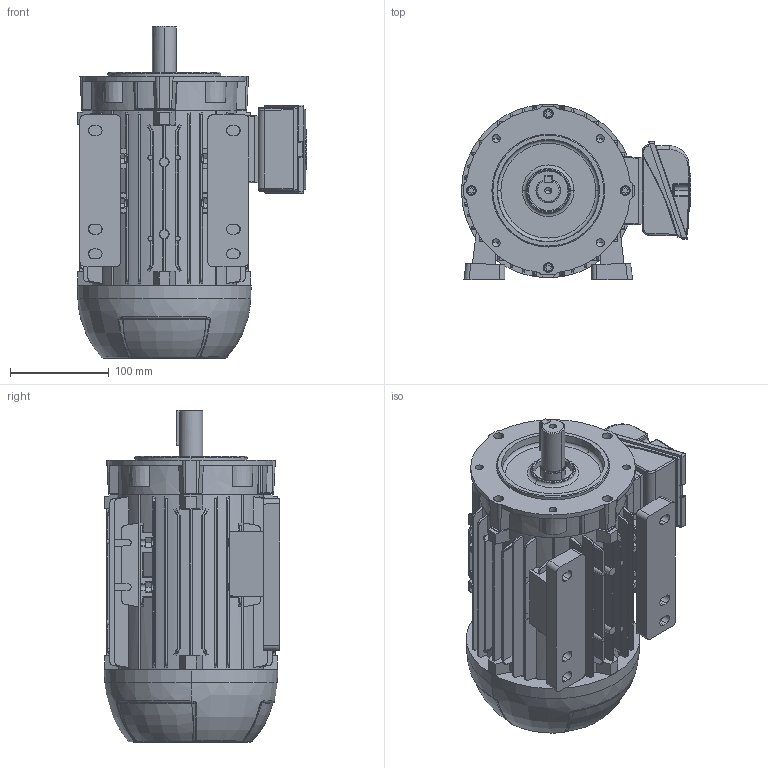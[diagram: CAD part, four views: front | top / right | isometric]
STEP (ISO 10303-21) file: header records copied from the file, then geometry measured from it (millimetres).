
FILE_DESCRIPTION (( 'STEP AP203' ), '1' );
FILE_NAME ('# IEC90 - B3E - L.STEP', '2022-05-26T13:18:11', ( '' ), ( '' ), 'SwSTEP 2.0', 'SolidWorks 2020', '' );
FILE_SCHEMA (( 'CONFIG_CONTROL_DESIGN' ));
Length unit declared in the file: millimetre
Products named in the file (17): IEC90_500014957teste_001_10.5007.074; 505142045_505142045; IEC90_105032001teste_001_10.5032.018-8x7x36; Parafuso Altracs M5_10.5011.286 x 22; 105006086_105006086; 105007077; 105010019-6205 NSK_DIN 625 - 6205 - 12,DE,NC,12_68; 105007074_10.5007.074; 105006084_105006084; 105010010-6204 NSK_SKF - 6204 - 10,DE,NC,10_68; # IEC90 - B3E - L; IEC90_500014958teste_001; TABELA ROTORES IEC90 4P AC180_50.5295.098 - �89,50; LLLLLLLLL_505007970- COM USINAGEM; FC_50.5007.645- FC PADRÇO; 105007080_10.5007.080; Eixo Padrão IEC90 IR3_50.5137.077_IR2
Assembly tree (14 placements, depth 3):
  105007077
  105010019-6205 NSK_DIN 625 - 6205 - 12,DE,NC,12_68
  105007074_10.5007.074
  105010010-6204 NSK_SKF - 6204 - 10,DE,NC,10_68
  # IEC90 - B3E - L
    LLLLLLLLL_505007970- COM USINAGEM
    105006084_105006084
    105006086_105006086
    505142045_505142045
      Eixo Padrão IEC90 IR3_50.5137.077_IR2
    Parafuso Altracs M5_10.5011.286 x 22  x4
    105007080_10.5007.080
    IEC90_105032001teste_001_10.5032.018-8x7x36
    FC_50.5007.645- FC PADRÇO
    IEC90_500014957teste_001_10.5007.074
    IEC90_500014958teste_001
Bounding box: 232.2 x 178 x 336.4 mm (x, y, z)
Volume: 6027217.9 mm3; surface area: 519241.8 mm2
Topology: 13 solids, 13 shells, 1648 faces, 4318 edges, 2740 vertices
Faces by surface type: plane 826, cylinder 375, cone 181, bspline 167, sphere 52, torus 47
Entity records: 55854 total; most frequent: CARTESIAN_POINT 17822, ORIENTED_EDGE 8256, DIRECTION 6778, EDGE_CURVE 4128, VERTEX_POINT 2642, VECTOR 2342, LINE 2342, AXIS2_PLACEMENT_3D 2218
